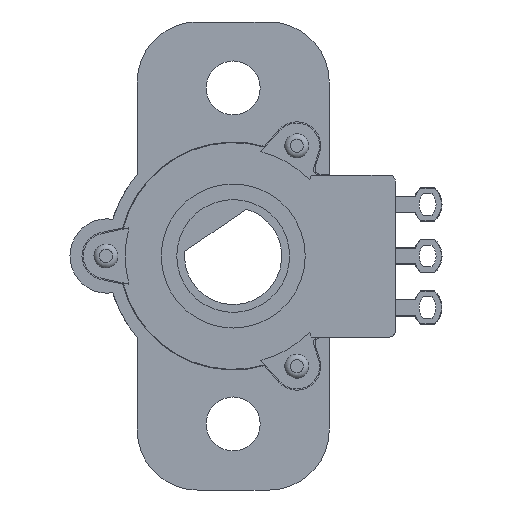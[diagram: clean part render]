
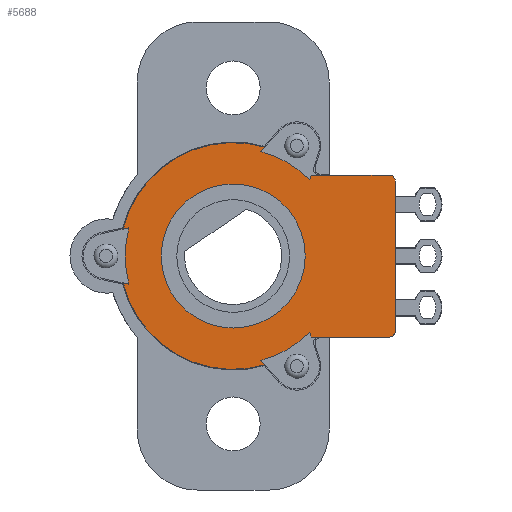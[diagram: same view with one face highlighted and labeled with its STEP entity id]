
A CAD part, front view. The second image highlights one B-rep face of the part: STEP entity #5688.
In plain terms, the highlighted planar face has unit normal (0, -1, 0).
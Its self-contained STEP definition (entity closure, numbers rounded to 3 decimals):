
#125=FACE_BOUND('',#955,.T.);
#347=PLANE('',#6210);
#627=FACE_OUTER_BOUND('',#954,.T.);
#954=EDGE_LOOP('',(#5112,#5113,#5114,#5115,#5116,#5117,#5118,#5119,#5120,
#5121,#5122,#5123,#5124,#5125,#5126,#5127));
#955=EDGE_LOOP('',(#5128));
#1580=LINE('',#9196,#2233);
#1583=LINE('',#9207,#2236);
#1590=LINE('',#9225,#2243);
#1592=LINE('',#9230,#2245);
#1599=LINE('',#9243,#2252);
#1601=LINE('',#9249,#2254);
#1607=LINE('',#9264,#2260);
#1608=LINE('',#9268,#2261);
#1609=LINE('',#9271,#2262);
#2233=VECTOR('',#7532,10.);
#2236=VECTOR('',#7543,10.);
#2243=VECTOR('',#7560,10.);
#2245=VECTOR('',#7564,10.);
#2252=VECTOR('',#7575,10.);
#2254=VECTOR('',#7579,10.);
#2260=VECTOR('',#7599,10.);
#2261=VECTOR('',#7602,10.);
#2262=VECTOR('',#7605,10.);
#2414=CIRCLE('',#6193,9.);
#2416=CIRCLE('',#6198,9.);
#2418=CIRCLE('',#6206,9.);
#2420=CIRCLE('',#6211,9.45);
#2421=CIRCLE('',#6212,0.5);
#2422=CIRCLE('',#6213,0.5);
#2423=CIRCLE('',#6214,9.45);
#2424=CIRCLE('',#6215,6.);
#2893=VERTEX_POINT('',#9190);
#2895=VERTEX_POINT('',#9194);
#2896=VERTEX_POINT('',#9198);
#2898=VERTEX_POINT('',#9204);
#2900=VERTEX_POINT('',#9212);
#2901=VERTEX_POINT('',#9213);
#2904=VERTEX_POINT('',#9221);
#2906=VERTEX_POINT('',#9227);
#2908=VERTEX_POINT('',#9236);
#2911=VERTEX_POINT('',#9241);
#2912=VERTEX_POINT('',#9245);
#2914=VERTEX_POINT('',#9248);
#2916=VERTEX_POINT('',#9263);
#2917=VERTEX_POINT('',#9265);
#2918=VERTEX_POINT('',#9267);
#2919=VERTEX_POINT('',#9269);
#2920=VERTEX_POINT('',#9273);
#3637=EDGE_CURVE('',#2893,#2895,#1580,.T.);
#3638=EDGE_CURVE('',#2895,#2896,#2414,.T.);
#3642=EDGE_CURVE('',#2896,#2898,#1583,.T.);
#3645=EDGE_CURVE('',#2900,#2901,#2416,.T.);
#3651=EDGE_CURVE('',#2904,#2900,#1590,.T.);
#3653=EDGE_CURVE('',#2901,#2906,#1592,.T.);
#3660=EDGE_CURVE('',#2908,#2911,#1599,.T.);
#3662=EDGE_CURVE('',#2914,#2912,#1601,.T.);
#3665=EDGE_CURVE('',#2911,#2914,#2418,.T.);
#3670=EDGE_CURVE('',#2898,#2908,#2420,.T.);
#3671=EDGE_CURVE('',#2912,#2916,#1607,.T.);
#3672=EDGE_CURVE('',#2917,#2916,#2421,.T.);
#3673=EDGE_CURVE('',#2917,#2918,#1608,.T.);
#3674=EDGE_CURVE('',#2919,#2918,#2422,.T.);
#3675=EDGE_CURVE('',#2919,#2904,#1609,.T.);
#3676=EDGE_CURVE('',#2906,#2893,#2423,.T.);
#3677=EDGE_CURVE('',#2920,#2920,#2424,.T.);
#5112=ORIENTED_EDGE('',*,*,#3637,.T.);
#5113=ORIENTED_EDGE('',*,*,#3638,.T.);
#5114=ORIENTED_EDGE('',*,*,#3642,.T.);
#5115=ORIENTED_EDGE('',*,*,#3670,.T.);
#5116=ORIENTED_EDGE('',*,*,#3660,.T.);
#5117=ORIENTED_EDGE('',*,*,#3665,.T.);
#5118=ORIENTED_EDGE('',*,*,#3662,.T.);
#5119=ORIENTED_EDGE('',*,*,#3671,.T.);
#5120=ORIENTED_EDGE('',*,*,#3672,.F.);
#5121=ORIENTED_EDGE('',*,*,#3673,.T.);
#5122=ORIENTED_EDGE('',*,*,#3674,.F.);
#5123=ORIENTED_EDGE('',*,*,#3675,.T.);
#5124=ORIENTED_EDGE('',*,*,#3651,.T.);
#5125=ORIENTED_EDGE('',*,*,#3645,.T.);
#5126=ORIENTED_EDGE('',*,*,#3653,.T.);
#5127=ORIENTED_EDGE('',*,*,#3676,.T.);
#5128=ORIENTED_EDGE('',*,*,#3677,.T.);
#5688=ADVANCED_FACE('',(#627,#125),#347,.F.);
#6193=AXIS2_PLACEMENT_3D('',#9199,#7535,#7536);
#6198=AXIS2_PLACEMENT_3D('',#9214,#7550,#7551);
#6206=AXIS2_PLACEMENT_3D('',#9254,#7584,#7585);
#6210=AXIS2_PLACEMENT_3D('',#9261,#7595,#7596);
#6211=AXIS2_PLACEMENT_3D('',#9262,#7597,#7598);
#6212=AXIS2_PLACEMENT_3D('',#9266,#7600,#7601);
#6213=AXIS2_PLACEMENT_3D('',#9270,#7603,#7604);
#6214=AXIS2_PLACEMENT_3D('',#9272,#7606,#7607);
#6215=AXIS2_PLACEMENT_3D('',#9274,#7608,#7609);
#7532=DIRECTION('',(0.978,0.,0.208));
#7535=DIRECTION('center_axis',(0.,-1.,0.));
#7536=DIRECTION('ref_axis',(0.965,0.,-0.261));
#7543=DIRECTION('',(-0.978,0.,0.208));
#7550=DIRECTION('center_axis',(0.,-1.,0.));
#7551=DIRECTION('ref_axis',(-0.709,0.,-0.705));
#7560=DIRECTION('',(-0.309,0.,-0.951));
#7564=DIRECTION('',(0.669,0.,0.743));
#7575=DIRECTION('',(-0.669,0.,0.743));
#7579=DIRECTION('',(0.309,0.,-0.951));
#7584=DIRECTION('center_axis',(0.,-1.,0.));
#7585=DIRECTION('ref_axis',(-0.257,0.,0.967));
#7595=DIRECTION('center_axis',(0.,1.,0.));
#7596=DIRECTION('ref_axis',(0.,0.,1.));
#7597=DIRECTION('center_axis',(0.,-1.,0.));
#7598=DIRECTION('ref_axis',(-0.28,0.,0.96));
#7599=DIRECTION('',(1.,0.,0.));
#7600=DIRECTION('center_axis',(0.,1.,0.));
#7601=DIRECTION('ref_axis',(0.707,0.,-0.707));
#7602=DIRECTION('',(0.,0.,1.));
#7603=DIRECTION('center_axis',(0.,1.,0.));
#7604=DIRECTION('ref_axis',(0.707,0.,0.707));
#7605=DIRECTION('',(-1.,0.,0.));
#7606=DIRECTION('center_axis',(0.,-1.,0.));
#7607=DIRECTION('ref_axis',(0.971,0.,-0.238));
#7608=DIRECTION('center_axis',(0.,1.,0.));
#7609=DIRECTION('ref_axis',(-1.,0.,0.));
#9190=CARTESIAN_POINT('',(-9.18,0.,2.245));
#9194=CARTESIAN_POINT('',(-8.688,0.,2.349));
#9196=CARTESIAN_POINT('',(-4.479,0.,3.244));
#9198=CARTESIAN_POINT('',(-8.688,0.,-2.349));
#9199=CARTESIAN_POINT('Origin',(0.,0.,0.));
#9204=CARTESIAN_POINT('',(-9.18,0.,-2.245));
#9207=CARTESIAN_POINT('',(-3.325,0.,-3.489));
#9212=CARTESIAN_POINT('',(6.378,0.,6.349));
#9213=CARTESIAN_POINT('',(2.31,0.,8.699));
#9214=CARTESIAN_POINT('Origin',(0.,0.,0.));
#9221=CARTESIAN_POINT('',(6.509,0.,6.75));
#9225=CARTESIAN_POINT('',(5.65,0.,4.107));
#9227=CARTESIAN_POINT('',(2.646,0.,9.072));
#9230=CARTESIAN_POINT('',(0.306,0.,6.474));
#9236=CARTESIAN_POINT('',(2.646,0.,-9.072));
#9241=CARTESIAN_POINT('',(2.31,0.,-8.699));
#9243=CARTESIAN_POINT('',(1.096,0.,-7.351));
#9245=CARTESIAN_POINT('',(6.509,0.,-6.75));
#9248=CARTESIAN_POINT('',(6.378,0.,-6.349));
#9249=CARTESIAN_POINT('',(5.285,0.,-2.985));
#9254=CARTESIAN_POINT('Origin',(0.,0.,0.));
#9261=CARTESIAN_POINT('Origin',(3.023,0.,0.));
#9262=CARTESIAN_POINT('Origin',(0.,0.,0.));
#9263=CARTESIAN_POINT('',(13.,0.,-6.75));
#9264=CARTESIAN_POINT('',(4.766,0.,-6.75));
#9265=CARTESIAN_POINT('',(13.5,0.,-6.25));
#9266=CARTESIAN_POINT('Origin',(13.,0.,-6.25));
#9267=CARTESIAN_POINT('',(13.5,0.,6.25));
#9268=CARTESIAN_POINT('',(13.5,0.,-6.75));
#9269=CARTESIAN_POINT('',(13.,0.,6.75));
#9270=CARTESIAN_POINT('Origin',(13.,0.,6.25));
#9271=CARTESIAN_POINT('',(13.5,0.,6.75));
#9272=CARTESIAN_POINT('Origin',(0.,0.,0.));
#9273=CARTESIAN_POINT('',(6.,0.,0.));
#9274=CARTESIAN_POINT('Origin',(0.,0.,0.));
